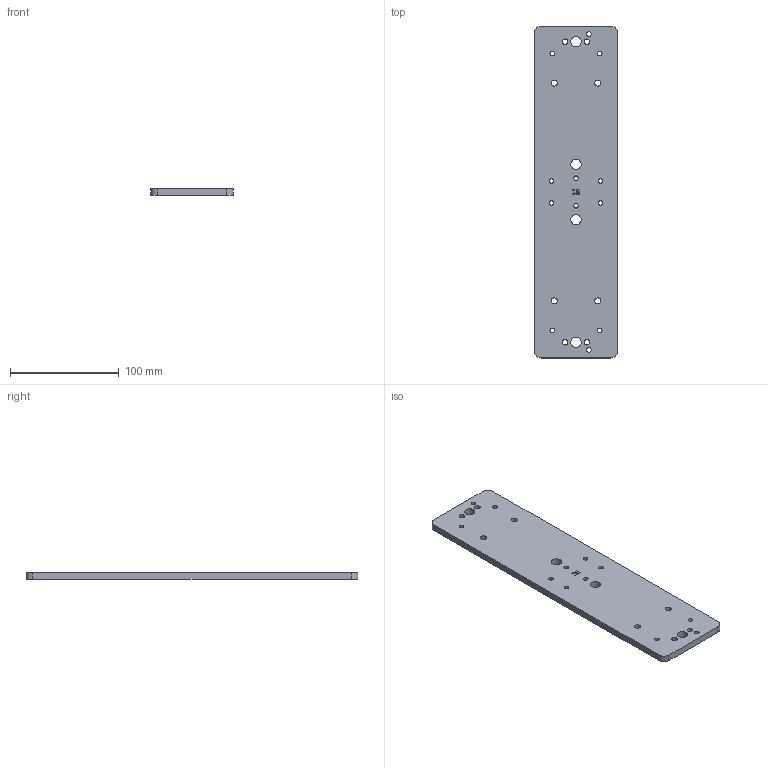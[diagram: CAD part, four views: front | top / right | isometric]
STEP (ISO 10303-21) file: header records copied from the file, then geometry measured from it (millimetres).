
FILE_DESCRIPTION (( 'STEP AP214' ), '1' );
FILE_NAME ('SLM-621-L300.STEP', '2023-03-09T11:58:24', ( '' ), ( '' ), 'SwSTEP 2.0', 'SolidWorks 2021', '' );
FILE_SCHEMA (( 'AUTOMOTIVE_DESIGN' ));
Length unit declared in the file: inch
Products named in the file (1): SLM-621-L300
Bounding box: 76.2 x 304.8 x 6.35 mm (x, y, z)
Volume: 143283.6 mm3; surface area: 52506 mm2
Topology: 1 solids, 1 shells, 35 faces, 111 edges, 79 vertices
Faces by surface type: cylinder 28, plane 7
Full cylindrical faces by diameter (mm): 4.2 x12, 5 x4, 5.556 x4, 9.525 x4
Entity records: 1316 total; most frequent: CARTESIAN_POINT 223, DIRECTION 214, ORIENTED_EDGE 174, EDGE_LOOP 108, AXIS2_PLACEMENT_3D 92, EDGE_CURVE 87, VERTEX_POINT 79, FACE_OUTER_BOUND 59
